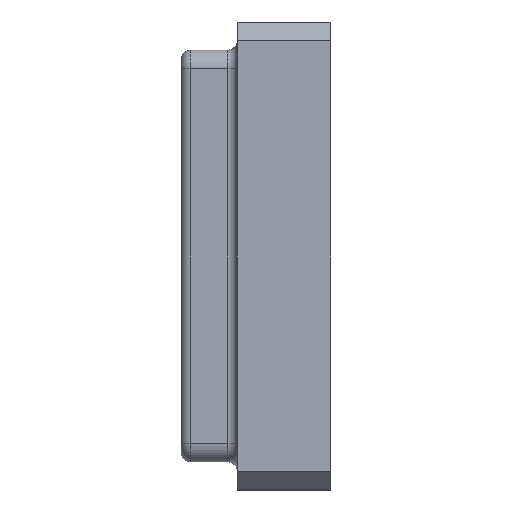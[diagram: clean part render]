
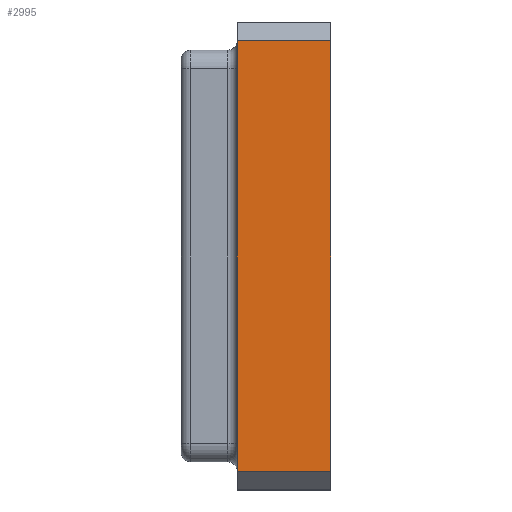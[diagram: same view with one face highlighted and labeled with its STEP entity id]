
A CAD part, left-side view. The second image highlights one B-rep face of the part: STEP entity #2995.
In plain terms, the highlighted planar face has unit normal (-1, 0, 0).
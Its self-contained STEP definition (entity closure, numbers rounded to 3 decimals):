
#2804 = VERTEX_POINT ( 'NONE', #5800 ) ;
#2806 = EDGE_CURVE ( 'NONE', #2804, #2807, #5799, .T. ) ;
#2807 = VERTEX_POINT ( 'NONE', #5795 ) ;
#2971 = VERTEX_POINT ( 'NONE', #6063 ) ;
#2972 = ORIENTED_EDGE ( 'NONE', *, *, #2973, .T. ) ;
#2973 = EDGE_CURVE ( 'NONE', #2971, #2807, #6062, .T. ) ;
#2974 = ORIENTED_EDGE ( 'NONE', *, *, #2806, .F. ) ;
#2975 = ORIENTED_EDGE ( 'NONE', *, *, #2976, .T. ) ;
#2976 = EDGE_CURVE ( 'NONE', #2804, #2999, #6119, .T. ) ;
#2995 = ADVANCED_FACE ( 'NONE', ( #6147 ), #6146, .T. ) ;
#2996 = EDGE_LOOP ( 'NONE', ( #2997, #2972, #2974, #2975 ) ) ;
#2997 = ORIENTED_EDGE ( 'NONE', *, *, #2998, .T. ) ;
#2998 = EDGE_CURVE ( 'NONE', #2999, #2971, #6141, .T. ) ;
#2999 = VERTEX_POINT ( 'NONE', #6137 ) ;
#5795 = CARTESIAN_POINT ( 'NONE',  ( -3.5, 0., 2.3 ) ) ;
#5796 = DIRECTION ( 'NONE',  ( 0., 0., 1. ) ) ;
#5797 = VECTOR ( 'NONE', #5796, 1000. ) ;
#5798 = CARTESIAN_POINT ( 'NONE',  ( -3.5, 0., 2.5 ) ) ;
#5799 = LINE ( 'NONE', #5798, #5797 ) ;
#5800 = CARTESIAN_POINT ( 'NONE',  ( -3.5, 0., -2.3 ) ) ;
#6059 = DIRECTION ( 'NONE',  ( 0., 1., 0. ) ) ;
#6060 = VECTOR ( 'NONE', #6059, 1000. ) ;
#6061 = CARTESIAN_POINT ( 'NONE',  ( -3.5, -1., 2.3 ) ) ;
#6062 = LINE ( 'NONE', #6061, #6060 ) ;
#6063 = CARTESIAN_POINT ( 'NONE',  ( -3.5, -1., 2.3 ) ) ;
#6116 = DIRECTION ( 'NONE',  ( 0., -1., 0. ) ) ;
#6117 = VECTOR ( 'NONE', #6116, 1000. ) ;
#6118 = CARTESIAN_POINT ( 'NONE',  ( -3.5, -1., -2.3 ) ) ;
#6119 = LINE ( 'NONE', #6118, #6117 ) ;
#6137 = CARTESIAN_POINT ( 'NONE',  ( -3.5, -1., -2.3 ) ) ;
#6138 = DIRECTION ( 'NONE',  ( 0., 0., 1. ) ) ;
#6139 = VECTOR ( 'NONE', #6138, 1000. ) ;
#6140 = CARTESIAN_POINT ( 'NONE',  ( -3.5, -1., 2.5 ) ) ;
#6141 = LINE ( 'NONE', #6140, #6139 ) ;
#6142 = DIRECTION ( 'NONE',  ( 0., 0., 1. ) ) ;
#6143 = DIRECTION ( 'NONE',  ( -1., 0., 0. ) ) ;
#6144 = AXIS2_PLACEMENT_3D ( 'NONE', #6145, #6143, #6142 ) ;
#6145 = CARTESIAN_POINT ( 'NONE',  ( -3.5, -1., 2.5 ) ) ;
#6146 = PLANE ( 'NONE',  #6144 ) ;
#6147 = FACE_OUTER_BOUND ( 'NONE', #2996, .T. ) ;
